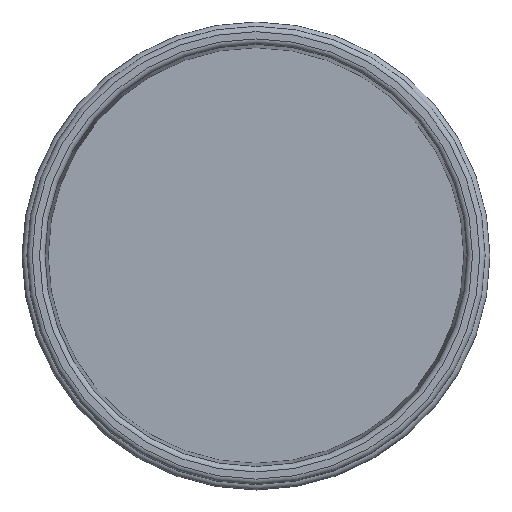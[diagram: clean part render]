
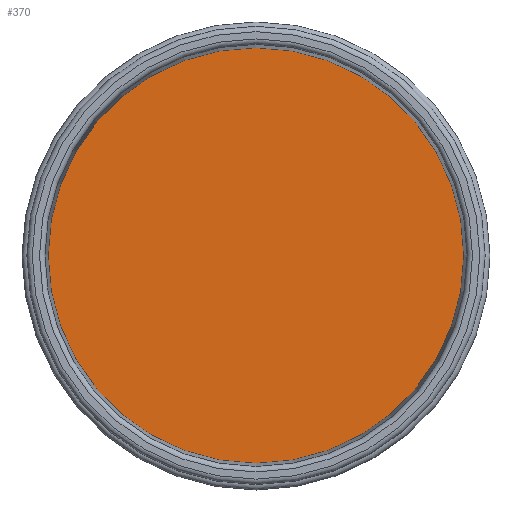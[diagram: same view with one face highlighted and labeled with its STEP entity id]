
A CAD part, top view. The second image highlights one B-rep face of the part: STEP entity #370.
In plain terms, the highlighted planar face has unit normal (0, 0, 1).
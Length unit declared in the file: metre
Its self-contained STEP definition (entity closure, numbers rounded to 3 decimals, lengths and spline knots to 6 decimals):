
#45=PLANE('',#471);
#108=ORIENTED_EDGE('',*,*,#140,.T.);
#140=EDGE_CURVE('',#172,#172,#204,.T.);
#172=VERTEX_POINT('',#711);
#204=CIRCLE('',#472,0.115458);
#267=EDGE_LOOP('',(#108));
#330=FACE_BOUND('',#267,.T.);
#370=ADVANCED_FACE('',(#330),#45,.T.);
#471=AXIS2_PLACEMENT_3D('',#709,#607,#608);
#472=AXIS2_PLACEMENT_3D('',#710,#609,#610);
#607=DIRECTION('',(0.,0.,1.));
#608=DIRECTION('',(0.,-1.,0.));
#609=DIRECTION('',(0.,0.,1.));
#610=DIRECTION('',(0.,-1.,0.));
#709=CARTESIAN_POINT('',(-0.469,-0.154172,-0.98458));
#710=CARTESIAN_POINT('',(-0.469,-0.154172,-0.98458));
#711=CARTESIAN_POINT('',(-0.469,-0.26963,-0.98458));
